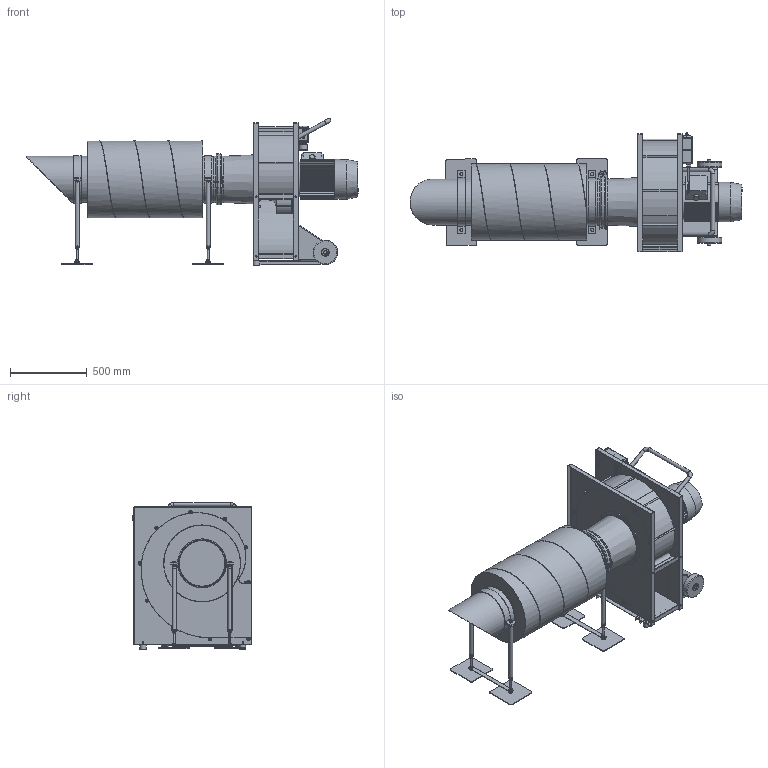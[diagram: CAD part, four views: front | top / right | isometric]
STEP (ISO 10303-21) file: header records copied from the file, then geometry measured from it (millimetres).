
FILE_DESCRIPTION(/* description */ (''),/* implementation_level */ '2;1');
FILE_NAME(/* name */ '4009003016589-Ventilator mit Schalldämpfer 5,5kW.stp',/* time_stamp */ '2015-05-29T08:52:10+02:00',/* author */ ('dpurucker'),/* organization */ (''),/* preprocessor_version */ 'ST-DEVELOPER v15.6',/* originating_system */ 'Autodesk Inventor 2015',/* authorisation */ '');
FILE_SCHEMA (('AUTOMOTIVE_DESIGN { 1 0 10303 214 3 1 1 }'));
Products named in the file (8): Schalldämpfer; Übergang Ventilator Schalldämpfer-; Fußplatte; Gewindestange; Verbindungsblech Stützfuß; DIN 6923 - M12 x 1,75; Zusammenbau 7,5KW mit neuen Radhalter; 4009003016589-Ventilator mit Schalldämpfer 5,5kW
Bounding box: 2165.92 x 780.5 x 958.09 mm (x, y, z)
Volume: 37300897.3 mm3; surface area: 15335752.2 mm2
Topology: 105 solids, 2110 shells, 4055 faces, 14984 edges, 13164 vertices
Faces by surface type: plane 2022, cylinder 1050, cone 437, bspline 413, torus 123, sphere 10
Full cylindrical faces by diameter (mm): 4.134 x10, 5 x7, 5.699 x2, 6.5 x4, 7 x12, 7.8 x2, 8 x8, 8.5 x20, 9 x28, 10 x11, 10.106 x20, 10.5 x4, 11 x26, 11.053 x4, 12 x8, 12.5 x16, 14 x4, 15 x8, 17.2 x4, 20 x8, 21 x2, 22.3 x4, 25 x5, 26.9 x4, 35.15 x1, 38 x2, 40 x2, 50 x5, 160 x2, 230 x2
Entity records: 218852 total; most frequent: CARTESIAN_POINT 98797, DIRECTION 22655, ORIENTED_EDGE 17924, EDGE_CURVE 14018, VERTEX_POINT 12786, LINE 7827, VECTOR 7827, AXIS2_PLACEMENT_3D 7414
